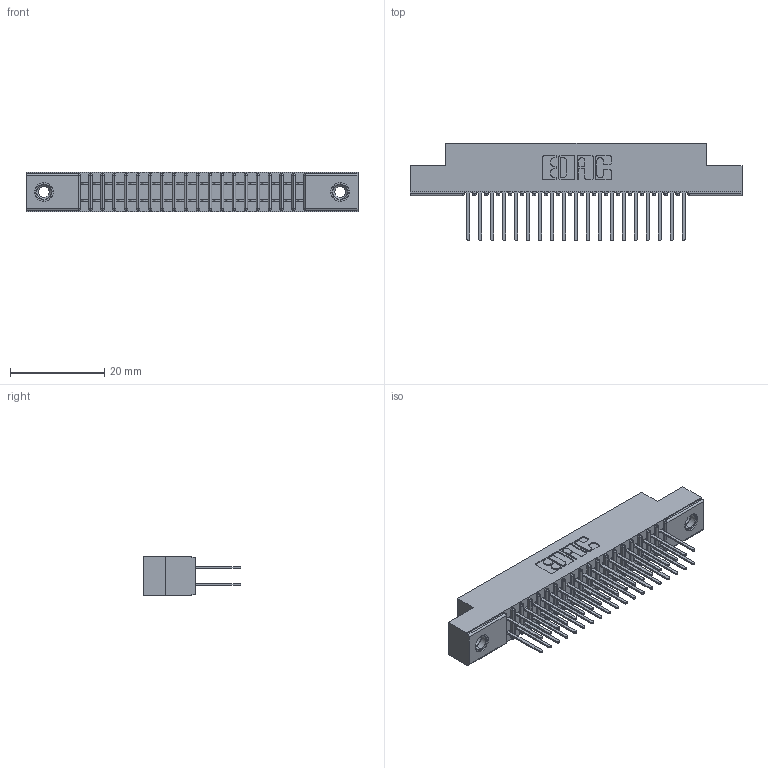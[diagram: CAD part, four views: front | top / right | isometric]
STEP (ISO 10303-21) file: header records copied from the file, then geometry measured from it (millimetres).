
FILE_DESCRIPTION (( 'STEP AP203' ), '1' );
FILE_NAME ('391-038-522-208.STEP', '2018-08-09T00:13:09', ( '' ), ( '' ), 'SwSTEP 2.0', 'SolidWorks 2016', '' );
FILE_SCHEMA (( 'CONFIG_CONTROL_DESIGN' ));
Length unit declared in the file: inch
Products named in the file (4): 341 Part_.156 (3.96) Dia Mounting Holes; 341-292-001_341-292-122; 345-250-001_345-250-003-102; 391-038-522-208
Assembly tree (41 placements, depth 2):
  391-038-522-208
    341 Part_.156 (3.96) Dia Mounting Holes
    341-292-001_341-292-122  x38
    345-250-001_345-250-003-102  x2
Bounding box: 70.48 x 20.62 x 8.38 mm (x, y, z)
Volume: 4066.5 mm3; surface area: 8629.9 mm2
Topology: 41 solids, 41 shells, 2684 faces, 7729 edges, 5002 vertices
Faces by surface type: plane 1620, cylinder 972, sphere 40, torus 40, cone 12
Entity records: 27243 total; most frequent: CARTESIAN_POINT 4512, ORIENTED_EDGE 4474, DIRECTION 4405, EDGE_CURVE 2237, VECTOR 1779, LINE 1779, VERTEX_POINT 1420, AXIS2_PLACEMENT_3D 1313
